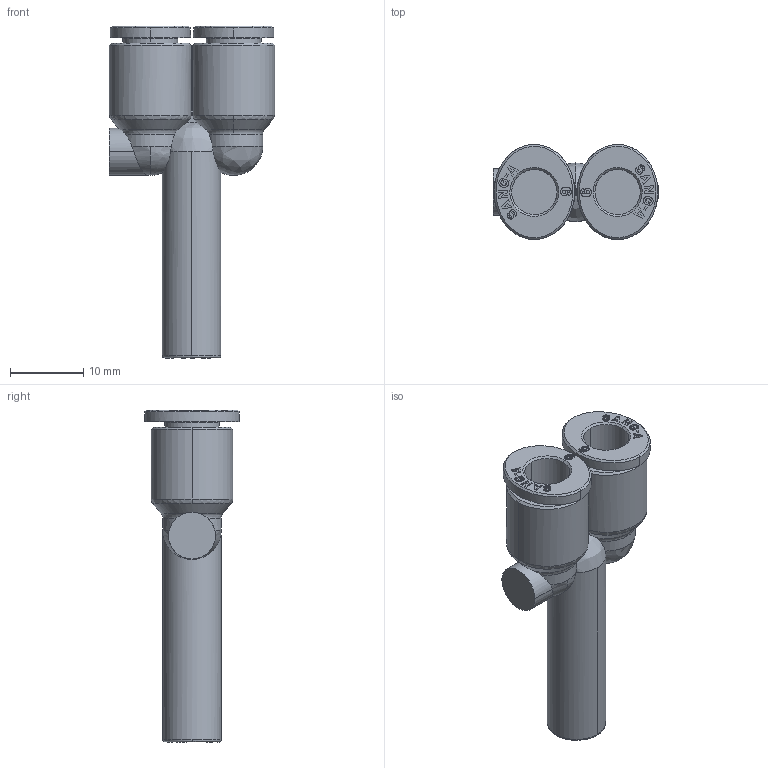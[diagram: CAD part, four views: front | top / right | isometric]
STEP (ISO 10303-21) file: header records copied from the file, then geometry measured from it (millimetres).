
FILE_DESCRIPTION (( 'STEP AP214' ), '1' );
FILE_NAME ('PWJ08-06.stp', '2015-08-20T08:47:25', ( '' ), ( '' ), 'SwSTEP 2.0', 'SolidWorks 2015', '' );
FILE_SCHEMA (( 'AUTOMOTIVE_DESIGN' ));
Length unit declared in the file: millimetre
Products named in the file (2): ｦ+ﾃｦ1; PWJ08-06
Assembly tree (1 placements, depth 2):
  PWJ08-06
    ｦ+ﾃｦ1
Bounding box: 22.6 x 13 x 45.45 mm (x, y, z)
Volume: 3003.8 mm3; surface area: 3659.7 mm2
Topology: 1 solids, 1 shells, 478 faces, 1339 edges, 886 vertices
Faces by surface type: plane 342, bspline 78, cylinder 39, cone 14, torus 5
Entity records: 18367 total; most frequent: CARTESIAN_POINT 6161, ORIENTED_EDGE 2670, DIRECTION 2072, EDGE_CURVE 1335, VECTOR 1014, LINE 1014, VERTEX_POINT 886, AXIS2_PLACEMENT_3D 529
